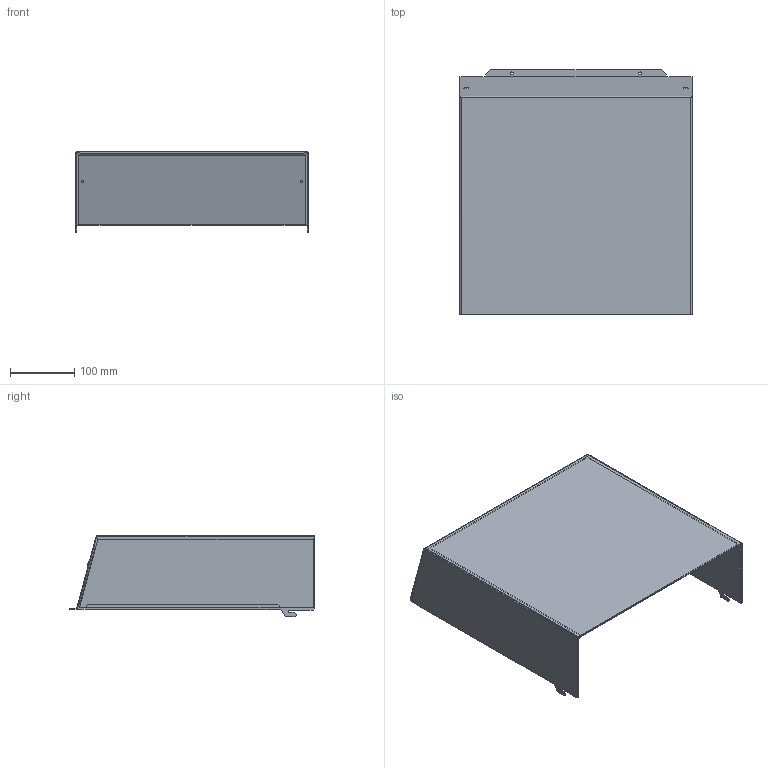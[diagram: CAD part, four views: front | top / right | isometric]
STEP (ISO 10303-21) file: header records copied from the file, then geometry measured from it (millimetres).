
FILE_DESCRIPTION((''),'2;1');
FILE_NAME('RK7555_INTERNAL_DUCT_ASM','2022-10-28T11:46:03',('sant'),(''),'CREO PARAMETRIC BY PTC INC, 2018260','CREO PARAMETRIC BY PTC INC, 2018260','');
FILE_SCHEMA(('CONFIG_CONTROL_DESIGN'));
Length unit declared in the file: millimetre
Products named in the file (4): RK7555_INTERNAL_DUCT; RIVETED; RK7555_INS_INTERNAL_DUCT; RK7555_INTERNAL_DUCT_ASM
Assembly tree (4 placements, depth 2):
  RK7555_INTERNAL_DUCT_ASM
    RK7555_INTERNAL_DUCT
    RIVETED  x2
    RK7555_INS_INTERNAL_DUCT
Bounding box: 361 x 380.88 x 126.5 mm (x, y, z)
Volume: 957757.6 mm3; surface area: 995414.5 mm2
Topology: 4 solids, 4 shells, 218 faces, 528 edges, 316 vertices
Faces by surface type: plane 154, cylinder 44, bspline 12, torus 8
Entity records: 6439 total; most frequent: CARTESIAN_POINT 1551, ORIENTED_EDGE 1004, DIRECTION 958, EDGE_CURVE 502, VECTOR 398, LINE 398, VERTEX_POINT 300, AXIS2_PLACEMENT_3D 280
